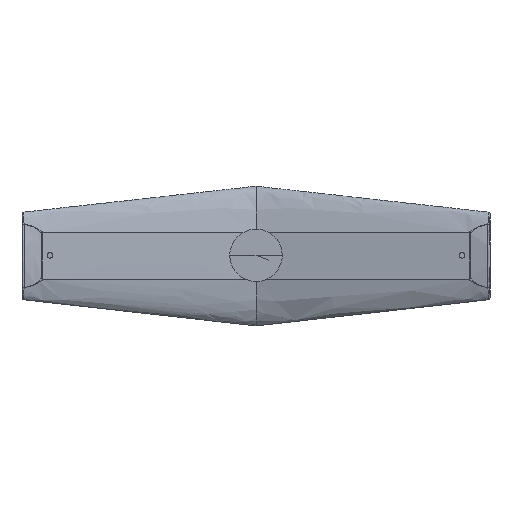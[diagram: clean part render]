
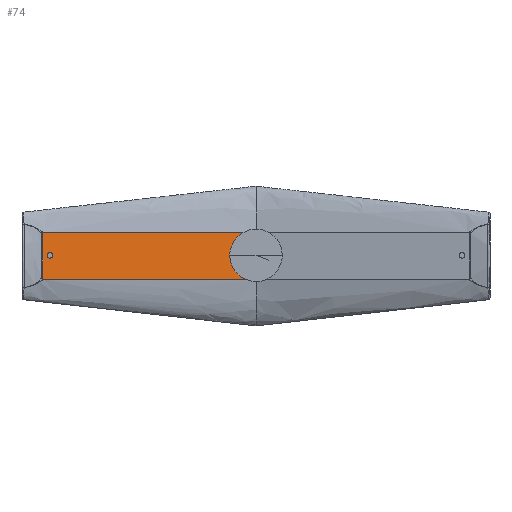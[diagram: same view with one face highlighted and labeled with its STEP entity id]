
A CAD part, top view. The second image highlights one B-rep face of the part: STEP entity #74.
In plain terms, the highlighted free-form (B-spline) face has degree [3, 3] with [4, 4] control points.
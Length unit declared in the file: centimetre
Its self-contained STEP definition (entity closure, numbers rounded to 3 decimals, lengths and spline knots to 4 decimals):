
#12=FACE_BOUND('',#167,.T.);
#74=ADVANCED_FACE('',(#120,#12),#528,.T.);
#120=FACE_OUTER_BOUND('',#166,.T.);
#166=EDGE_LOOP('',(#324,#325,#326,#327));
#167=EDGE_LOOP('',(#328));
#324=ORIENTED_EDGE('',*,*,#430,.T.);
#325=ORIENTED_EDGE('',*,*,#428,.F.);
#326=ORIENTED_EDGE('',*,*,#427,.F.);
#327=ORIENTED_EDGE('',*,*,#429,.F.);
#328=ORIENTED_EDGE('',*,*,#434,.T.);
#427=EDGE_CURVE('',#498,#499,#607,.T.);
#428=EDGE_CURVE('',#499,#500,#608,.T.);
#429=EDGE_CURVE('',#501,#498,#609,.T.);
#430=EDGE_CURVE('',#501,#500,#610,.T.);
#434=EDGE_CURVE('',#504,#504,#614,.T.);
#498=VERTEX_POINT('',#4033);
#499=VERTEX_POINT('',#4034);
#500=VERTEX_POINT('',#4035);
#501=VERTEX_POINT('',#4036);
#504=VERTEX_POINT('',#4039);
#528=B_SPLINE_SURFACE_WITH_KNOTS('',3,3,((#3969,#3970,#3971,#3972),(#3973,
#3974,#3975,#3976),(#3977,#3978,#3979,#3980),(#3981,#3982,#3983,#3984)),
.UNSPECIFIED.,.F.,.F.,.F.,(4,4),(4,4),(0.,61.884),(0.,13.426),
.UNSPECIFIED.);
#607=B_SPLINE_CURVE_WITH_KNOTS('',3,(#3879,#3880,#3881,#3882),.UNSPECIFIED.,
.F.,.F.,(4,4),(0.,13.426),.UNSPECIFIED.);
#608=B_SPLINE_CURVE_WITH_KNOTS('',3,(#3883,#3884,#3885,#3886),.UNSPECIFIED.,
.F.,.F.,(4,4),(0.,61.884),.UNSPECIFIED.);
#609=B_SPLINE_CURVE_WITH_KNOTS('',3,(#3887,#3888,#3889,#3890),.UNSPECIFIED.,
.F.,.F.,(4,4),(-61.884,0.),.UNSPECIFIED.);
#610=B_SPLINE_CURVE_WITH_KNOTS('',3,(#3891,#3892,#3893,#3894),.UNSPECIFIED.,
.F.,.F.,(4,4),(0.,13.426),.UNSPECIFIED.);
#614=B_SPLINE_CURVE_WITH_KNOTS('',3,(#3913,#3914,#3915,#3916,#3917,#3918,
#3919,#3920,#3921,#3922,#3923,#3924,#3925),.UNSPECIFIED.,.T.,.F.,(4,3,3,
3,4),(-0.3945,0.,0.3951,0.7896,1.1847),
.UNSPECIFIED.);
#3879=CARTESIAN_POINT('',(-61.1151,-6.7092,19.4354));
#3880=CARTESIAN_POINT('',(-61.115,-2.2365,19.4354));
#3881=CARTESIAN_POINT('',(-61.1148,2.2363,19.4354));
#3882=CARTESIAN_POINT('',(-61.1147,6.709,19.4354));
#3883=CARTESIAN_POINT('',(-61.1147,6.709,19.4354));
#3884=CARTESIAN_POINT('',(-40.3768,6.7108,16.1514));
#3885=CARTESIAN_POINT('',(-20.1927,6.7096,12.9353));
#3886=CARTESIAN_POINT('',(0.,6.7088,9.7107));
#3887=CARTESIAN_POINT('',(0.,-6.7087,9.7107));
#3888=CARTESIAN_POINT('',(-20.2766,-6.7096,12.9488));
#3889=CARTESIAN_POINT('',(-40.5445,-6.7107,16.1783));
#3890=CARTESIAN_POINT('',(-61.1151,-6.7092,19.4354));
#3891=CARTESIAN_POINT('',(0.,-6.7087,9.7107));
#3892=CARTESIAN_POINT('',(0.,-2.2362,9.7107));
#3893=CARTESIAN_POINT('',(0.,2.2363,9.7107));
#3894=CARTESIAN_POINT('',(0.,6.7088,9.7107));
#3913=CARTESIAN_POINT('',(-59.25,0.,19.1401));
#3914=CARTESIAN_POINT('',(-59.25,0.1395,19.1401));
#3915=CARTESIAN_POINT('',(-59.1366,0.25,19.1221));
#3916=CARTESIAN_POINT('',(-59.,0.25,19.1005));
#3917=CARTESIAN_POINT('',(-58.8634,0.25,19.0788));
#3918=CARTESIAN_POINT('',(-58.75,0.1395,19.0609));
#3919=CARTESIAN_POINT('',(-58.75,0.,19.0609));
#3920=CARTESIAN_POINT('',(-58.75,-0.1395,19.0609));
#3921=CARTESIAN_POINT('',(-58.8634,-0.25,19.0788));
#3922=CARTESIAN_POINT('',(-59.,-0.25,19.1005));
#3923=CARTESIAN_POINT('',(-59.1366,-0.25,19.1221));
#3924=CARTESIAN_POINT('',(-59.25,-0.1395,19.1401));
#3925=CARTESIAN_POINT('',(-59.25,0.,19.1401));
#3969=CARTESIAN_POINT('',(-61.1151,-6.7092,19.4354));
#3970=CARTESIAN_POINT('',(-61.115,-2.2365,19.4354));
#3971=CARTESIAN_POINT('',(-61.1148,2.2363,19.4354));
#3972=CARTESIAN_POINT('',(-61.1147,6.709,19.4354));
#3973=CARTESIAN_POINT('',(-40.5445,-6.7107,16.1782));
#3974=CARTESIAN_POINT('',(-40.4886,-2.2369,16.1693));
#3975=CARTESIAN_POINT('',(-40.4327,2.237,16.1604));
#3976=CARTESIAN_POINT('',(-40.3768,6.7108,16.1514));
#3977=CARTESIAN_POINT('',(-20.2766,-6.7096,12.9488));
#3978=CARTESIAN_POINT('',(-20.2486,-2.2365,12.9443));
#3979=CARTESIAN_POINT('',(-20.2207,2.2366,12.9398));
#3980=CARTESIAN_POINT('',(-20.1927,6.7096,12.9353));
#3981=CARTESIAN_POINT('',(0.,-6.7087,9.7107));
#3982=CARTESIAN_POINT('',(0.,-2.2362,9.7107));
#3983=CARTESIAN_POINT('',(0.,2.2363,9.7107));
#3984=CARTESIAN_POINT('',(0.,6.7088,9.7107));
#4033=CARTESIAN_POINT('',(-61.1151,-6.7092,19.4354));
#4034=CARTESIAN_POINT('',(-61.1147,6.709,19.4354));
#4035=CARTESIAN_POINT('',(0.,6.7088,9.7107));
#4036=CARTESIAN_POINT('',(0.,-6.7087,9.7107));
#4039=CARTESIAN_POINT('',(-59.25,0.,19.1401));
